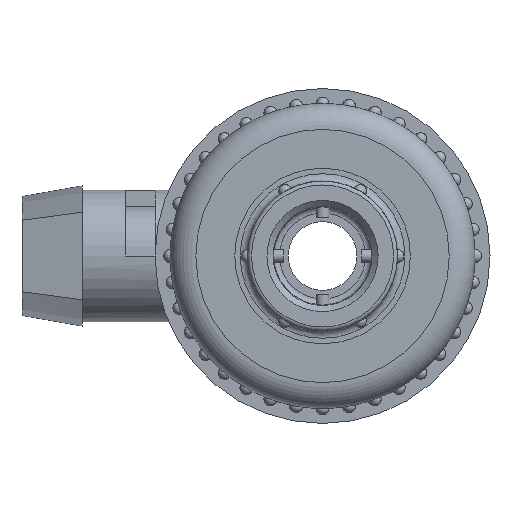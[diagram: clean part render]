
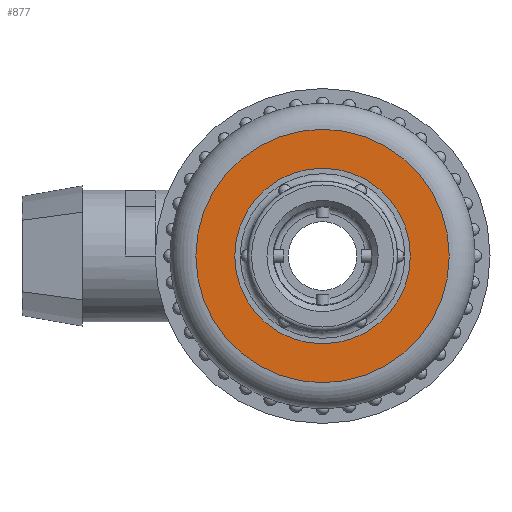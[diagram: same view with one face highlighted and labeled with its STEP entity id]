
A CAD part, left-side view. The second image highlights one B-rep face of the part: STEP entity #877.
In plain terms, the highlighted planar face has unit normal (-1, 0, 0).
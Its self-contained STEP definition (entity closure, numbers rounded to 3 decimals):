
#877 = ADVANCED_FACE( '', ( #1863, #1864 ), #1865, .T. );
#1863 = FACE_BOUND( '', #2928, .T. );
#1864 = FACE_OUTER_BOUND( '', #2929, .T. );
#1865 = PLANE( '', #2930 );
#2928 = EDGE_LOOP( '', ( #5595 ) );
#2929 = EDGE_LOOP( '', ( #5596 ) );
#2930 = AXIS2_PLACEMENT_3D( '', #5597, #5598, #5599 );
#5595 = ORIENTED_EDGE( '', *, *, #7138, .T. );
#5596 = ORIENTED_EDGE( '', *, *, #7461, .F. );
#5597 = CARTESIAN_POINT( '', ( -26., 14.75, 0. ) );
#5598 = DIRECTION( '', ( -1., 0., 0. ) );
#5599 = DIRECTION( '', ( 0., 0., 1. ) );
#7138 = EDGE_CURVE( '', #8892, #8892, #8893, .T. );
#7461 = EDGE_CURVE( '', #9317, #9317, #9318, .T. );
#8892 = VERTEX_POINT( '', #11972 );
#8893 = CIRCLE( '', #11973, 10.223 );
#9317 = VERTEX_POINT( '', #12940 );
#9318 = CIRCLE( '', #12941, 14.75 );
#11972 = CARTESIAN_POINT( '', ( -26., 0., -10.223 ) );
#11973 = AXIS2_PLACEMENT_3D( '', #14230, #14231, #14232 );
#12940 = CARTESIAN_POINT( '', ( -26., 0., -14.75 ) );
#12941 = AXIS2_PLACEMENT_3D( '', #14574, #14575, #14576 );
#14230 = CARTESIAN_POINT( '', ( -26., 0., 0. ) );
#14231 = DIRECTION( '', ( 1., 0., 0. ) );
#14232 = DIRECTION( '', ( 0., 0., -1. ) );
#14574 = CARTESIAN_POINT( '', ( -26., 0., 0. ) );
#14575 = DIRECTION( '', ( 1., 0., 0. ) );
#14576 = DIRECTION( '', ( 0., 0., -1. ) );
